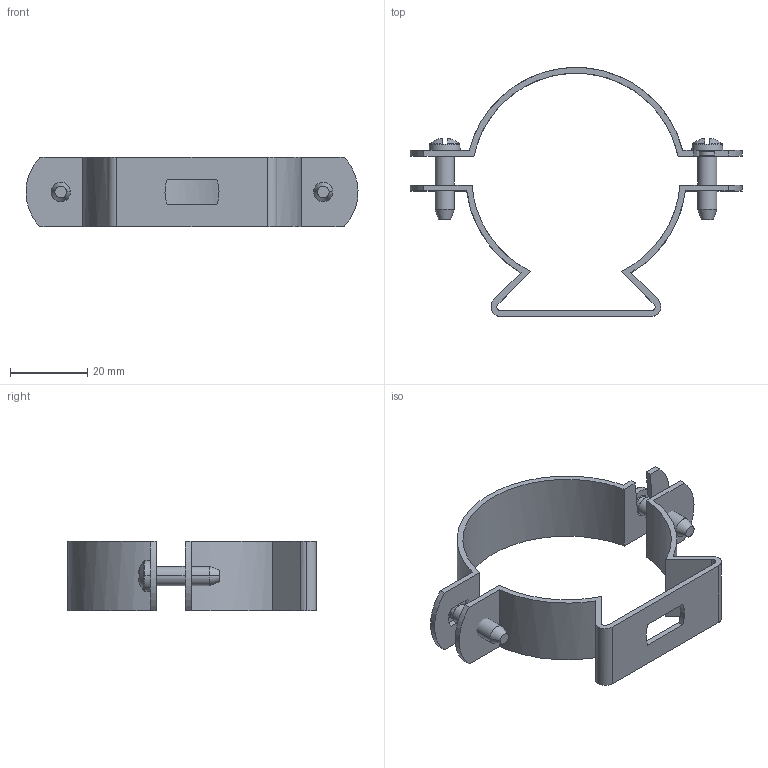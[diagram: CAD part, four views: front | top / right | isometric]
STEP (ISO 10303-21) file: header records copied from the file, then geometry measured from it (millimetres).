
FILE_DESCRIPTION(/* description */ (''),/* implementation_level */ '2;1');
FILE_NAME(/* name */ '1361117',/* time_stamp */ '2014-04-09T10:14:08+02:00',/* author */ (''),/* organization */ (''),/* preprocessor_version */ 'ST-DEVELOPER v15',/* originating_system */ '',/* authorisation */ '');
FILE_SCHEMA (('AUTOMOTIVE_DESIGN'));
Length unit declared in the file: millimetre
Products named in the file (2): Document; Block 01
Assembly tree (1 placements, depth 2):
  Document
    Block 01
Bounding box: 85.98 x 64.49 x 18 mm (x, y, z)
Volume: 7482.9 mm3; surface area: 10726.9 mm2
Topology: 4 solids, 4 shells, 162 faces, 412 edges, 258 vertices
Faces by surface type: plane 92, bspline 70
Entity records: 6198 total; most frequent: CARTESIAN_POINT 3654, ORIENTED_EDGE 816, EDGE_CURVE 408, VERTEX_POINT 258, B_SPLINE_CURVE_WITH_KNOTS 218, EDGE_LOOP 174, ADVANCED_FACE 162, FACE_OUTER_BOUND 162
